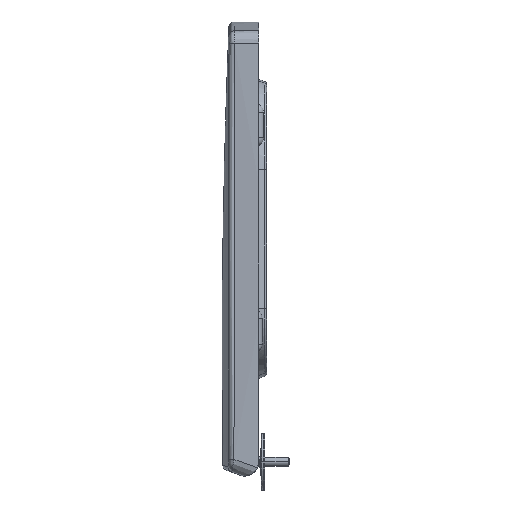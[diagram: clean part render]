
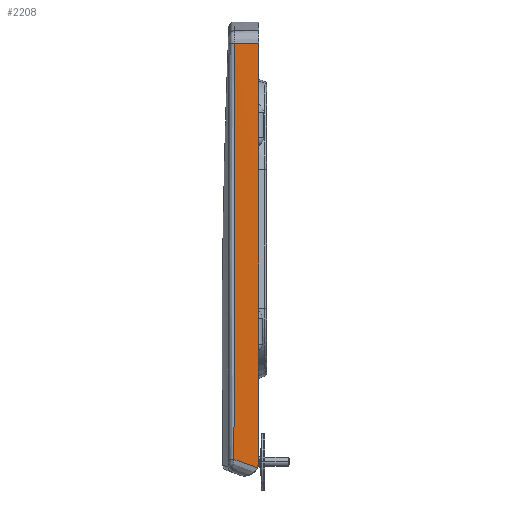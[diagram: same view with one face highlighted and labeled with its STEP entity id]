
A CAD part, left-side view. The second image highlights one B-rep face of the part: STEP entity #2208.
In plain terms, the highlighted conical face has half-angle 1.5 degrees and reference radius 19261.4 mm.
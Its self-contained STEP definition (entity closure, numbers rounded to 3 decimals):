
#503=CONICAL_SURFACE('',#10021,19261.447,1.5);
#663=FACE_OUTER_BOUND('',#3584,.T.);
#1442=LINE('',#24513,#1749);
#1749=VECTOR('',#11134,1.);
#2208=ADVANCED_FACE('',(#663),#503,.T.);
#2861=CIRCLE('',#9931,19261.447);
#3584=EDGE_LOOP('',(#4584,#4585,#4586,#4587,#4588));
#4584=ORIENTED_EDGE('',*,*,#8249,.F.);
#4585=ORIENTED_EDGE('',*,*,#8250,.F.);
#4586=ORIENTED_EDGE('',*,*,#8040,.F.);
#4587=ORIENTED_EDGE('',*,*,#8247,.F.);
#4588=ORIENTED_EDGE('',*,*,#8251,.F.);
#7161=VERTEX_POINT('',#14687);
#7162=VERTEX_POINT('',#14689);
#7286=VERTEX_POINT('',#24514);
#7287=VERTEX_POINT('',#24544);
#7288=VERTEX_POINT('',#24545);
#8040=EDGE_CURVE('',#7161,#7162,#2861,.T.);
#8247=EDGE_CURVE('',#7286,#7161,#1442,.T.);
#8249=EDGE_CURVE('',#7287,#7288,#9571,.T.);
#8250=EDGE_CURVE('',#7162,#7287,#9572,.T.);
#8251=EDGE_CURVE('',#7288,#7286,#9573,.T.);
#9571=B_SPLINE_CURVE_WITH_KNOTS('',3,(#24540,#24541,#24542,#24543),
 .UNSPECIFIED.,.F.,.F.,(4,4),(0.,1.),.UNSPECIFIED.);
#9572=B_SPLINE_CURVE_WITH_KNOTS('',3,(#24546,#24547,#24548,#24549),
 .UNSPECIFIED.,.F.,.F.,(4,4),(0.,1.),.UNSPECIFIED.);
#9573=B_SPLINE_CURVE_WITH_KNOTS('',3,(#24550,#24551,#24552,#24553,#24554,
#24555,#24556,#24557,#24558,#24559,#24560,#24561,#24562,#24563,#24564,#24565,
#24566,#24567,#24568,#24569,#24570,#24571,#24572,#24573,#24574,#24575),
 .UNSPECIFIED.,.F.,.F.,(4,2,2,2,2,2,2,2,2,2,2,2,4),(0.,0.125,0.25,0.375,
0.5,0.75,0.813,0.875,0.906,0.938,0.953,0.969,1.),.UNSPECIFIED.);
#9931=AXIS2_PLACEMENT_3D('',#14688,#10922,#10923);
#10021=AXIS2_PLACEMENT_3D('',#24576,#11137,#11138);
#10922=DIRECTION('',(0.,-1.,0.));
#10923=DIRECTION('',(0.,0.,1.));
#11134=DIRECTION('',(-0.026,-1.,0.));
#11137=DIRECTION('',(0.,-1.,0.));
#11138=DIRECTION('',(0.,0.,-1.));
#14687=CARTESIAN_POINT('',(-187.021,5.,416.638));
#14688=CARTESIAN_POINT('',(19072.63,5.,153.585));
#14689=CARTESIAN_POINT('',(-188.205,5.,0.));
#24513=CARTESIAN_POINT('',(-187.021,5.,416.638));
#24514=CARTESIAN_POINT('',(-186.392,29.041,416.63));
#24540=CARTESIAN_POINT('',(-188.123,6.311,-5.914));
#24541=CARTESIAN_POINT('',(-187.944,14.034,-3.101));
#24542=CARTESIAN_POINT('',(-187.764,21.758,-0.288));
#24543=CARTESIAN_POINT('',(-187.584,29.481,2.525));
#24544=CARTESIAN_POINT('',(-188.123,6.311,-5.914));
#24545=CARTESIAN_POINT('',(-187.584,29.481,2.525));
#24546=CARTESIAN_POINT('',(-188.205,5.,0.));
#24547=CARTESIAN_POINT('',(-188.189,5.,-2.051));
#24548=CARTESIAN_POINT('',(-188.161,5.444,-4.056));
#24549=CARTESIAN_POINT('',(-188.123,6.311,-5.914));
#24550=CARTESIAN_POINT('',(-187.584,29.481,2.525));
#24551=CARTESIAN_POINT('',(-187.72,29.464,19.779));
#24552=CARTESIAN_POINT('',(-187.833,29.441,37.034));
#24553=CARTESIAN_POINT('',(-188.012,29.398,71.543));
#24554=CARTESIAN_POINT('',(-188.078,29.38,88.798));
#24555=CARTESIAN_POINT('',(-188.163,29.382,123.307));
#24556=CARTESIAN_POINT('',(-188.182,29.402,140.562));
#24557=CARTESIAN_POINT('',(-188.173,29.446,175.071));
#24558=CARTESIAN_POINT('',(-188.146,29.469,192.326));
#24559=CARTESIAN_POINT('',(-187.994,29.518,244.091));
#24560=CARTESIAN_POINT('',(-187.801,29.524,278.6));
#24561=CARTESIAN_POINT('',(-187.444,29.494,321.735));
#24562=CARTESIAN_POINT('',(-187.367,29.489,330.362));
#24563=CARTESIAN_POINT('',(-187.201,29.469,347.616));
#24564=CARTESIAN_POINT('',(-187.113,29.452,356.243));
#24565=CARTESIAN_POINT('',(-186.972,29.424,369.183));
#24566=CARTESIAN_POINT('',(-186.923,29.415,373.497));
#24567=CARTESIAN_POINT('',(-186.823,29.392,382.123));
#24568=CARTESIAN_POINT('',(-186.772,29.378,386.437));
#24569=CARTESIAN_POINT('',(-186.693,29.34,392.907));
#24570=CARTESIAN_POINT('',(-186.667,29.325,395.063));
#24571=CARTESIAN_POINT('',(-186.613,29.283,399.377));
#24572=CARTESIAN_POINT('',(-186.587,29.256,401.533));
#24573=CARTESIAN_POINT('',(-186.505,29.166,408.003));
#24574=CARTESIAN_POINT('',(-186.449,29.094,412.316));
#24575=CARTESIAN_POINT('',(-186.392,29.041,416.63));
#24576=CARTESIAN_POINT('',(19072.63,5.,153.585));
